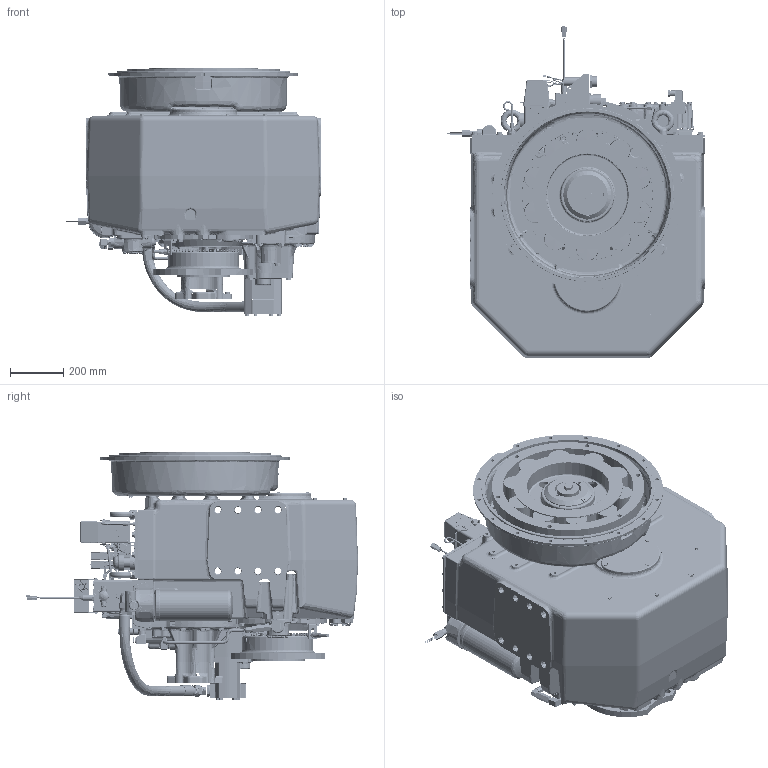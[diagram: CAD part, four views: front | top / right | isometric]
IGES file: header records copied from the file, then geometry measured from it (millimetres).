
Start section: SolidWorks IGES file using analytic representation for surfaces
Global section: file name: 1025142K.IGS; native system: SolidWorks 2010; preprocessor: SolidWorks 2010; author: andrewc; date: 140512.155342; units: millimetre
Bounding box: 965.24 x 1243.1 x 929.94 mm (x, y, z)
Surface area: 8450295.4 mm2 (no closed solid volume)
Topology: 0 solids, 0 shells, 7256 faces, 162099 edges, 161955 vertices
Faces by surface type: bspline 4070, revolution 3186
